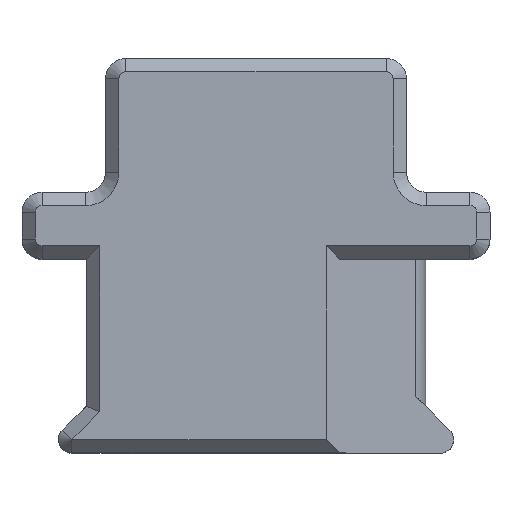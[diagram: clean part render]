
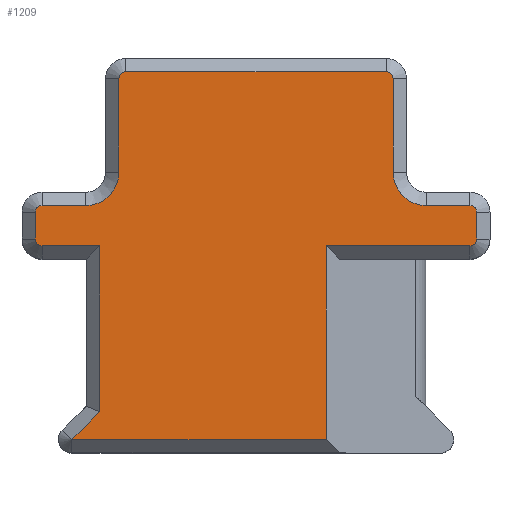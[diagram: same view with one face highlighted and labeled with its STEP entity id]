
A CAD part, top view. The second image highlights one B-rep face of the part: STEP entity #1209.
In plain terms, the highlighted planar face has unit normal (0, 0, 1).
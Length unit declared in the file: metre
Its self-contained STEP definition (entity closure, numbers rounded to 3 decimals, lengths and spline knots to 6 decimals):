
#55=CIRCLE('',#1307,0.0002);
#56=CIRCLE('',#1308,0.0002);
#57=CIRCLE('',#1309,0.001);
#58=CIRCLE('',#1310,0.0002);
#59=CIRCLE('',#1311,0.0002);
#60=CIRCLE('',#1312,0.001);
#61=CIRCLE('',#1313,0.0002);
#62=CIRCLE('',#1314,0.0002);
#160=ORIENTED_EDGE('',*,*,#506,.T.);
#161=ORIENTED_EDGE('',*,*,#507,.T.);
#162=ORIENTED_EDGE('',*,*,#508,.T.);
#163=ORIENTED_EDGE('',*,*,#509,.F.);
#164=ORIENTED_EDGE('',*,*,#510,.T.);
#165=ORIENTED_EDGE('',*,*,#511,.T.);
#166=ORIENTED_EDGE('',*,*,#512,.T.);
#167=ORIENTED_EDGE('',*,*,#513,.T.);
#168=ORIENTED_EDGE('',*,*,#514,.T.);
#169=ORIENTED_EDGE('',*,*,#515,.T.);
#170=ORIENTED_EDGE('',*,*,#516,.T.);
#171=ORIENTED_EDGE('',*,*,#517,.T.);
#172=ORIENTED_EDGE('',*,*,#518,.T.);
#173=ORIENTED_EDGE('',*,*,#519,.T.);
#174=ORIENTED_EDGE('',*,*,#520,.T.);
#175=ORIENTED_EDGE('',*,*,#521,.T.);
#176=ORIENTED_EDGE('',*,*,#522,.T.);
#177=ORIENTED_EDGE('',*,*,#523,.T.);
#178=ORIENTED_EDGE('',*,*,#524,.T.);
#179=ORIENTED_EDGE('',*,*,#525,.T.);
#180=ORIENTED_EDGE('',*,*,#526,.T.);
#506=EDGE_CURVE('',#677,#678,#780,.T.);
#507=EDGE_CURVE('',#678,#679,#781,.T.);
#508=EDGE_CURVE('',#679,#680,#782,.T.);
#509=EDGE_CURVE('',#681,#680,#783,.T.);
#510=EDGE_CURVE('',#681,#682,#784,.T.);
#511=EDGE_CURVE('',#682,#683,#55,.T.);
#512=EDGE_CURVE('',#683,#684,#785,.T.);
#513=EDGE_CURVE('',#684,#685,#56,.T.);
#514=EDGE_CURVE('',#685,#686,#786,.T.);
#515=EDGE_CURVE('',#686,#687,#57,.F.);
#516=EDGE_CURVE('',#687,#688,#787,.T.);
#517=EDGE_CURVE('',#688,#689,#58,.T.);
#518=EDGE_CURVE('',#689,#690,#788,.T.);
#519=EDGE_CURVE('',#690,#691,#59,.T.);
#520=EDGE_CURVE('',#691,#692,#789,.T.);
#521=EDGE_CURVE('',#692,#693,#60,.F.);
#522=EDGE_CURVE('',#693,#694,#790,.T.);
#523=EDGE_CURVE('',#694,#695,#61,.T.);
#524=EDGE_CURVE('',#695,#696,#791,.T.);
#525=EDGE_CURVE('',#696,#697,#62,.T.);
#526=EDGE_CURVE('',#697,#677,#792,.T.);
#677=VERTEX_POINT('',#1928);
#678=VERTEX_POINT('',#1929);
#679=VERTEX_POINT('',#1931);
#680=VERTEX_POINT('',#1933);
#681=VERTEX_POINT('',#1935);
#682=VERTEX_POINT('',#1937);
#683=VERTEX_POINT('',#1939);
#684=VERTEX_POINT('',#1941);
#685=VERTEX_POINT('',#1943);
#686=VERTEX_POINT('',#1945);
#687=VERTEX_POINT('',#1947);
#688=VERTEX_POINT('',#1949);
#689=VERTEX_POINT('',#1951);
#690=VERTEX_POINT('',#1953);
#691=VERTEX_POINT('',#1955);
#692=VERTEX_POINT('',#1957);
#693=VERTEX_POINT('',#1959);
#694=VERTEX_POINT('',#1961);
#695=VERTEX_POINT('',#1963);
#696=VERTEX_POINT('',#1965);
#697=VERTEX_POINT('',#1967);
#780=LINE('',#1927,#908);
#781=LINE('',#1930,#909);
#782=LINE('',#1932,#910);
#783=LINE('',#1934,#911);
#784=LINE('',#1936,#912);
#785=LINE('',#1940,#913);
#786=LINE('',#1944,#914);
#787=LINE('',#1948,#915);
#788=LINE('',#1952,#916);
#789=LINE('',#1956,#917);
#790=LINE('',#1960,#918);
#791=LINE('',#1964,#919);
#792=LINE('',#1968,#920);
#908=VECTOR('',#1511,1.);
#909=VECTOR('',#1512,1.);
#910=VECTOR('',#1513,1.);
#911=VECTOR('',#1514,1.);
#912=VECTOR('',#1515,1.);
#913=VECTOR('',#1518,1.);
#914=VECTOR('',#1521,1.);
#915=VECTOR('',#1524,1.);
#916=VECTOR('',#1527,1.);
#917=VECTOR('',#1530,1.);
#918=VECTOR('',#1533,1.);
#919=VECTOR('',#1536,1.);
#920=VECTOR('',#1539,1.);
#996=EDGE_LOOP('',(#160,#161,#162,#163,#164,#165,#166,#167,#168,#169,#170,
#171,#172,#173,#174,#175,#176,#177,#178,#179,#180));
#1082=FACE_BOUND('',#996,.T.);
#1166=PLANE('',#1306);
#1209=ADVANCED_FACE('',(#1082),#1166,.T.);
#1306=AXIS2_PLACEMENT_3D('',#1926,#1509,#1510);
#1307=AXIS2_PLACEMENT_3D('',#1938,#1516,#1517);
#1308=AXIS2_PLACEMENT_3D('',#1942,#1519,#1520);
#1309=AXIS2_PLACEMENT_3D('',#1946,#1522,#1523);
#1310=AXIS2_PLACEMENT_3D('',#1950,#1525,#1526);
#1311=AXIS2_PLACEMENT_3D('',#1954,#1528,#1529);
#1312=AXIS2_PLACEMENT_3D('',#1958,#1531,#1532);
#1313=AXIS2_PLACEMENT_3D('',#1962,#1534,#1535);
#1314=AXIS2_PLACEMENT_3D('',#1966,#1537,#1538);
#1509=DIRECTION('',(0.,0.,1.));
#1510=DIRECTION('',(0.,-1.,0.));
#1511=DIRECTION('',(0.,-1.,0.));
#1512=DIRECTION('',(-0.707,-0.707,0.));
#1513=DIRECTION('',(1.,0.,0.));
#1514=DIRECTION('',(0.,-1.,0.));
#1515=DIRECTION('',(1.,0.,0.));
#1516=DIRECTION('',(0.,0.,1.));
#1517=DIRECTION('',(0.,-1.,0.));
#1518=DIRECTION('',(0.,1.,0.));
#1519=DIRECTION('',(0.,0.,1.));
#1520=DIRECTION('',(0.,-1.,0.));
#1521=DIRECTION('',(-1.,0.,0.));
#1522=DIRECTION('',(0.,0.,1.));
#1523=DIRECTION('',(0.,-1.,0.));
#1524=DIRECTION('',(0.,1.,0.));
#1525=DIRECTION('',(0.,0.,1.));
#1526=DIRECTION('',(0.,-1.,0.));
#1527=DIRECTION('',(-1.,0.,0.));
#1528=DIRECTION('',(0.,0.,1.));
#1529=DIRECTION('',(0.,-1.,0.));
#1530=DIRECTION('',(0.,-1.,0.));
#1531=DIRECTION('',(0.,0.,1.));
#1532=DIRECTION('',(0.,-1.,0.));
#1533=DIRECTION('',(-1.,0.,0.));
#1534=DIRECTION('',(0.,0.,1.));
#1535=DIRECTION('',(0.,-1.,0.));
#1536=DIRECTION('',(0.,-1.,0.));
#1537=DIRECTION('',(0.,0.,1.));
#1538=DIRECTION('',(0.,-1.,0.));
#1539=DIRECTION('',(1.,0.,0.));
#1926=CARTESIAN_POINT('',(0.,0.,0.009));
#1927=CARTESIAN_POINT('',(-0.004675,0.000834,0.009));
#1928=CARTESIAN_POINT('',(-0.004675,0.0062,0.009));
#1929=CARTESIAN_POINT('',(-0.004675,0.001234,0.009));
#1930=CARTESIAN_POINT('',(-0.005509,0.0004,0.009));
#1931=CARTESIAN_POINT('',(-0.005509,0.0004,0.009));
#1932=CARTESIAN_POINT('',(0.0021,0.0004,0.009));
#1933=CARTESIAN_POINT('',(0.0021,0.0004,0.009));
#1934=CARTESIAN_POINT('',(0.0021,0.011987,0.009));
#1935=CARTESIAN_POINT('',(0.0021,0.0062,0.009));
#1936=CARTESIAN_POINT('',(0.0064,0.0062,0.009));
#1937=CARTESIAN_POINT('',(0.0064,0.0062,0.009));
#1938=CARTESIAN_POINT('',(0.0064,0.0064,0.009));
#1939=CARTESIAN_POINT('',(0.0066,0.0064,0.009));
#1940=CARTESIAN_POINT('',(0.0066,0.0072,0.009));
#1941=CARTESIAN_POINT('',(0.0066,0.0072,0.009));
#1942=CARTESIAN_POINT('',(0.0064,0.0072,0.009));
#1943=CARTESIAN_POINT('',(0.0064,0.0074,0.009));
#1944=CARTESIAN_POINT('',(0.0051,0.0074,0.009));
#1945=CARTESIAN_POINT('',(0.0051,0.0074,0.009));
#1946=CARTESIAN_POINT('',(0.0051,0.0084,0.009));
#1947=CARTESIAN_POINT('',(0.0041,0.0084,0.009));
#1948=CARTESIAN_POINT('',(0.0041,0.0112,0.009));
#1949=CARTESIAN_POINT('',(0.0041,0.0112,0.009));
#1950=CARTESIAN_POINT('',(0.0039,0.0112,0.009));
#1951=CARTESIAN_POINT('',(0.0039,0.0114,0.009));
#1952=CARTESIAN_POINT('',(-0.0039,0.0114,0.009));
#1953=CARTESIAN_POINT('',(-0.0039,0.0114,0.009));
#1954=CARTESIAN_POINT('',(-0.0039,0.0112,0.009));
#1955=CARTESIAN_POINT('',(-0.0041,0.0112,0.009));
#1956=CARTESIAN_POINT('',(-0.0041,0.0084,0.009));
#1957=CARTESIAN_POINT('',(-0.0041,0.0084,0.009));
#1958=CARTESIAN_POINT('',(-0.0051,0.0084,0.009));
#1959=CARTESIAN_POINT('',(-0.0051,0.0074,0.009));
#1960=CARTESIAN_POINT('',(-0.0064,0.0074,0.009));
#1961=CARTESIAN_POINT('',(-0.0064,0.0074,0.009));
#1962=CARTESIAN_POINT('',(-0.0064,0.0072,0.009));
#1963=CARTESIAN_POINT('',(-0.0066,0.0072,0.009));
#1964=CARTESIAN_POINT('',(-0.0066,0.0064,0.009));
#1965=CARTESIAN_POINT('',(-0.0066,0.0064,0.009));
#1966=CARTESIAN_POINT('',(-0.0064,0.0064,0.009));
#1967=CARTESIAN_POINT('',(-0.0064,0.0062,0.009));
#1968=CARTESIAN_POINT('',(-0.005075,0.0062,0.009));
